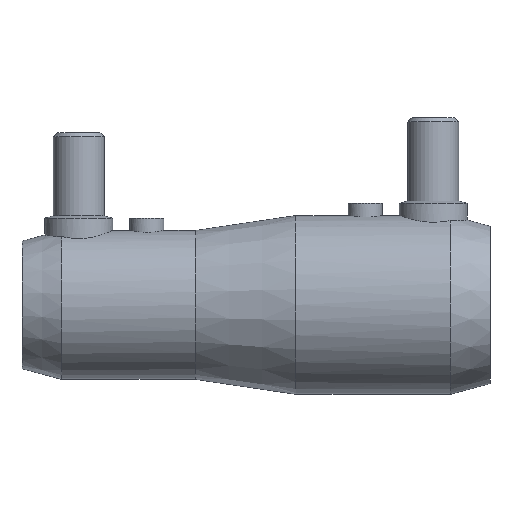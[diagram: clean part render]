
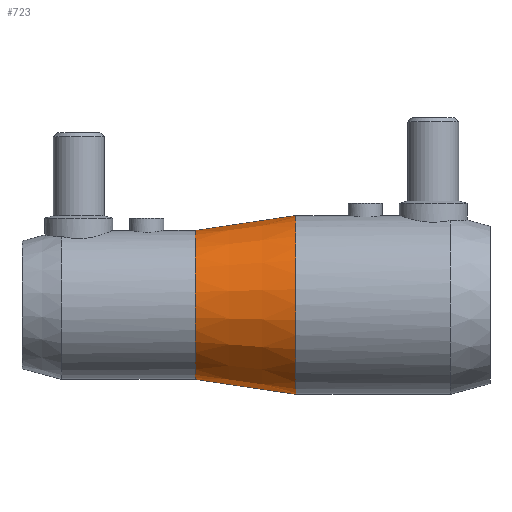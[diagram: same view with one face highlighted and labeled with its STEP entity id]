
A CAD part, top view. The second image highlights one B-rep face of the part: STEP entity #723.
In plain terms, the highlighted conical face has half-angle 8.412 degrees and reference radius 19.25 mm.
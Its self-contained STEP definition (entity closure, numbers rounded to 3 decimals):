
#363 = EDGE_CURVE( '', #695, #847, #980, .T. );
#379 = VERTEX_POINT( '', #998 );
#383 = EDGE_CURVE( '', #847, #379, #1003, .T. );
#695 = VERTEX_POINT( '', #1354 );
#723 = ADVANCED_FACE( '', ( #1383 ), #1384, .T. );
#759 = EDGE_CURVE( '', #379, #907, #1427, .T. );
#763 = EDGE_CURVE( '', #695, #907, #1431, .T. );
#847 = VERTEX_POINT( '', #1526 );
#907 = VERTEX_POINT( '', #1593 );
#980 = LINE( '', #1673, #1674 );
#998 = CARTESIAN_POINT( '', ( -1.62, 21., 0. ) );
#1003 = CIRCLE( '', #1701, 21. );
#1354 = CARTESIAN_POINT( '', ( -25.287, -17.5, 0. ) );
#1383 = FACE_OUTER_BOUND( '', #2501, .T. );
#1384 = CONICAL_SURFACE( '', #2502, 19.25, 0.147 );
#1427 = LINE( '', #2603, #2604 );
#1431 = CIRCLE( '', #2609, 17.5 );
#1526 = CARTESIAN_POINT( '', ( -1.62, -21., 0. ) );
#1593 = CARTESIAN_POINT( '', ( -25.287, 17.5, 0. ) );
#1673 = CARTESIAN_POINT( '', ( -13.454, -19.25, 0. ) );
#1674 = VECTOR( '', #2975, 1. );
#1701 = AXIS2_PLACEMENT_3D( '', #3009, #3010, #3011 );
#2501 = EDGE_LOOP( '', ( #3457, #3458, #3459, #3460 ) );
#2502 = AXIS2_PLACEMENT_3D( '', #3461, #3462, #3463 );
#2603 = CARTESIAN_POINT( '', ( -13.454, 19.25, 0. ) );
#2604 = VECTOR( '', #3534, 1. );
#2609 = AXIS2_PLACEMENT_3D( '', #3535, #3536, #3537 );
#2975 = DIRECTION( '', ( 0.989, -0.146, 0. ) );
#3009 = CARTESIAN_POINT( '', ( -1.62, 0., 0. ) );
#3010 = DIRECTION( '', ( -1., 0., 0. ) );
#3011 = DIRECTION( '', ( 0., 1., 0. ) );
#3457 = ORIENTED_EDGE( '', *, *, #759, .T. );
#3458 = ORIENTED_EDGE( '', *, *, #763, .F. );
#3459 = ORIENTED_EDGE( '', *, *, #363, .T. );
#3460 = ORIENTED_EDGE( '', *, *, #383, .T. );
#3461 = CARTESIAN_POINT( '', ( -13.454, 0., 0. ) );
#3462 = DIRECTION( '', ( 1., 0., 0. ) );
#3463 = DIRECTION( '', ( 0., 1., 0. ) );
#3534 = DIRECTION( '', ( -0.989, -0.146, 0. ) );
#3535 = CARTESIAN_POINT( '', ( -25.287, 0., 0. ) );
#3536 = DIRECTION( '', ( -1., 0., 0. ) );
#3537 = DIRECTION( '', ( 0., 1., 0. ) );
